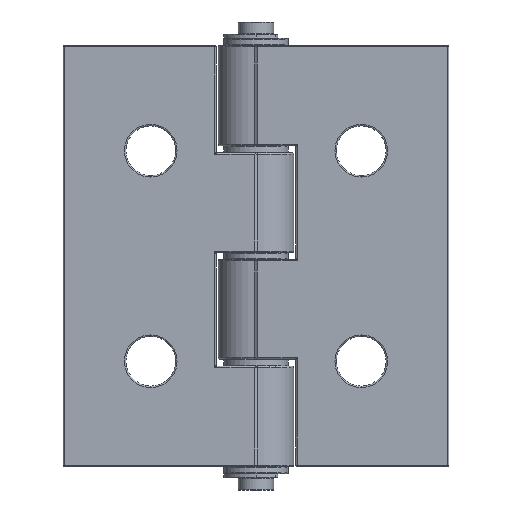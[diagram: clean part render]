
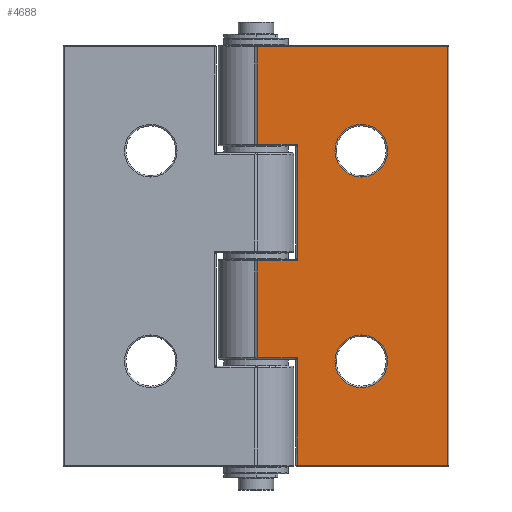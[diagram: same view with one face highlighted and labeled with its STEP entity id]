
A CAD part, front view. The second image highlights one B-rep face of the part: STEP entity #4688.
In plain terms, the highlighted planar face has unit normal (0, -1, 0).
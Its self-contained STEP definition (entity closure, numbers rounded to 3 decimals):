
#147 = CARTESIAN_POINT ( 'NONE',  ( -3.95, 0., -18.75 ) ) ;
#187 = CARTESIAN_POINT ( 'NONE',  ( -3.95, 0., -11.25 ) ) ;
#203 = CARTESIAN_POINT ( 'NONE',  ( -3.95, 0., 11.25 ) ) ;
#341 = DIRECTION ( 'NONE',  ( 0., 0., -1. ) ) ;
#342 = DIRECTION ( 'NONE',  ( 0., 1., 0. ) ) ;
#448 = CIRCLE ( 'NONE', #522, 3.75 ) ;
#468 = DIRECTION ( 'NONE',  ( 0., 0., -1. ) ) ;
#469 = DIRECTION ( 'NONE',  ( 0., 1., 0. ) ) ;
#470 = CARTESIAN_POINT ( 'NONE',  ( -3.95, 0., 15. ) ) ;
#505 = CIRCLE ( 'NONE', #511, 3.75 ) ;
#511 = AXIS2_PLACEMENT_3D ( 'NONE', #470, #469, #468 ) ;
#521 = CARTESIAN_POINT ( 'NONE',  ( -3.95, 0., -15. ) ) ;
#522 = AXIS2_PLACEMENT_3D ( 'NONE', #521, #342, #341 ) ;
#536 = CARTESIAN_POINT ( 'NONE',  ( -3.95, 0., 18.75 ) ) ;
#674 = VECTOR ( 'NONE', #695, 1000. ) ;
#686 = CARTESIAN_POINT ( 'NONE',  ( -16.25, 0., -30. ) ) ;
#695 = DIRECTION ( 'NONE',  ( 0., 0., -1. ) ) ;
#713 = DIRECTION ( 'NONE',  ( 1., 0., 0. ) ) ;
#1041 = DIRECTION ( 'NONE',  ( -1., 0., 0. ) ) ;
#1042 = CARTESIAN_POINT ( 'NONE',  ( 16.45, 0., 14.5 ) ) ;
#1043 = LINE ( 'NONE', #1042, #1113 ) ;
#1046 = CARTESIAN_POINT ( 'NONE',  ( 5.15, 0., -30. ) ) ;
#1047 = LINE ( 'NONE', #1046, #1108 ) ;
#1048 = DIRECTION ( 'NONE',  ( -1., 0., 0. ) ) ;
#1049 = VECTOR ( 'NONE', #1048, 1000. ) ;
#1050 = CARTESIAN_POINT ( 'NONE',  ( -16.45, 0., 29.8 ) ) ;
#1051 = LINE ( 'NONE', #1050, #1049 ) ;
#1052 = CARTESIAN_POINT ( 'NONE',  ( 5.15, 0., -15.9 ) ) ;
#1055 = CARTESIAN_POINT ( 'NONE',  ( 10.85, 0., 0.7 ) ) ;
#1093 = CARTESIAN_POINT ( 'NONE',  ( 5.15, 0., 14.5 ) ) ;
#1101 = CARTESIAN_POINT ( 'NONE',  ( 10.85, 0., -29.8 ) ) ;
#1107 = DIRECTION ( 'NONE',  ( 0., 0., 1. ) ) ;
#1108 = VECTOR ( 'NONE', #1107, 1000. ) ;
#1113 = VECTOR ( 'NONE', #1041, 1000. ) ;
#1190 = CARTESIAN_POINT ( 'NONE',  ( -16.25, 0., -29.8 ) ) ;
#1245 = FACE_OUTER_BOUND ( 'NONE', #4750, .T. ) ;
#1254 = DIRECTION ( 'NONE',  ( 0., 0., -1. ) ) ;
#1255 = DIRECTION ( 'NONE',  ( 0., 1., 0. ) ) ;
#1256 = AXIS2_PLACEMENT_3D ( 'NONE', #1273, #1255, #1254 ) ;
#1259 = DIRECTION ( 'NONE',  ( -1., 0., 0. ) ) ;
#1260 = VECTOR ( 'NONE', #1259, 1000. ) ;
#1261 = CARTESIAN_POINT ( 'NONE',  ( 16.45, 0., -15.9 ) ) ;
#1263 = CARTESIAN_POINT ( 'NONE',  ( 5.15, 0., 29.8 ) ) ;
#1265 = CARTESIAN_POINT ( 'NONE',  ( -16.25, 0., 29.8 ) ) ;
#1272 = DIRECTION ( 'NONE',  ( 0., 0., -1. ) ) ;
#1273 = CARTESIAN_POINT ( 'NONE',  ( -3.95, 0., -15. ) ) ;
#1279 = CARTESIAN_POINT ( 'NONE',  ( -3.95, 0., 15. ) ) ;
#1287 = LINE ( 'NONE', #1290, #1362 ) ;
#1289 = DIRECTION ( 'NONE',  ( 1., 0., 0. ) ) ;
#1290 = CARTESIAN_POINT ( 'NONE',  ( 16.45, 0., 0.7 ) ) ;
#1303 = CARTESIAN_POINT ( 'NONE',  ( 16.45, 0., -30. ) ) ;
#1307 = DIRECTION ( 'NONE',  ( 0., 1., 0. ) ) ;
#1315 = LINE ( 'NONE', #1261, #1260 ) ;
#1317 = FACE_BOUND ( 'NONE', #4265, .T. ) ;
#1321 = AXIS2_PLACEMENT_3D ( 'NONE', #1303, #1396, #1272 ) ;
#1328 = CIRCLE ( 'NONE', #1256, 3.75 ) ;
#1333 = DIRECTION ( 'NONE',  ( 0., 0., 1. ) ) ;
#1336 = FACE_BOUND ( 'NONE', #4800, .T. ) ;
#1337 = CIRCLE ( 'NONE', #1371, 3.75 ) ;
#1339 = LINE ( 'NONE', #686, #674 ) ;
#1350 = DIRECTION ( 'NONE',  ( 0., 0., 1. ) ) ;
#1351 = VECTOR ( 'NONE', #1350, 1000. ) ;
#1352 = CARTESIAN_POINT ( 'NONE',  ( 10.85, 0., 14.7 ) ) ;
#1353 = LINE ( 'NONE', #1352, #1351 ) ;
#1359 = VECTOR ( 'NONE', #1333, 1000. ) ;
#1360 = CARTESIAN_POINT ( 'NONE',  ( 5.15, 0., -30. ) ) ;
#1361 = LINE ( 'NONE', #1360, #1359 ) ;
#1362 = VECTOR ( 'NONE', #1289, 1000. ) ;
#1370 = DIRECTION ( 'NONE',  ( 0., 0., -1. ) ) ;
#1371 = AXIS2_PLACEMENT_3D ( 'NONE', #1279, #1307, #1370 ) ;
#1385 = CARTESIAN_POINT ( 'NONE',  ( 5.15, 0., 0.7 ) ) ;
#1389 = PLANE ( 'NONE',  #1321 ) ;
#1396 = DIRECTION ( 'NONE',  ( 0., -1., 0. ) ) ;
#1414 = LINE ( 'NONE', #1442, #1455 ) ;
#1423 = CARTESIAN_POINT ( 'NONE',  ( 10.85, 0., 14.5 ) ) ;
#1437 = CARTESIAN_POINT ( 'NONE',  ( 10.85, 0., -15.9 ) ) ;
#1441 = DIRECTION ( 'NONE',  ( 0., 0., 1. ) ) ;
#1442 = CARTESIAN_POINT ( 'NONE',  ( 10.85, 0., -15.7 ) ) ;
#1447 = LINE ( 'NONE', #1449, #1448 ) ;
#1448 = VECTOR ( 'NONE', #713, 1000. ) ;
#1449 = CARTESIAN_POINT ( 'NONE',  ( 11.05, 0., -29.8 ) ) ;
#1455 = VECTOR ( 'NONE', #1441, 1000. ) ;
#4239 = VERTEX_POINT ( 'NONE', #203 ) ;
#4240 = VERTEX_POINT ( 'NONE', #147 ) ;
#4250 = VERTEX_POINT ( 'NONE', #187 ) ;
#4265 = EDGE_LOOP ( 'NONE', ( #4772, #4674 ) ) ;
#4330 = VERTEX_POINT ( 'NONE', #536 ) ;
#4332 = EDGE_CURVE ( 'NONE', #4250, #4240, #448, .T. ) ;
#4381 = EDGE_CURVE ( 'NONE', #4330, #4239, #505, .T. ) ;
#4646 = VERTEX_POINT ( 'NONE', #1093 ) ;
#4656 = VERTEX_POINT ( 'NONE', #1190 ) ;
#4657 = EDGE_CURVE ( 'NONE', #4724, #4707, #1051, .T. ) ;
#4658 = EDGE_CURVE ( 'NONE', #4783, #4646, #1043, .T. ) ;
#4662 = VERTEX_POINT ( 'NONE', #1055 ) ;
#4663 = EDGE_CURVE ( 'NONE', #4646, #4724, #1047, .T. ) ;
#4664 = ORIENTED_EDGE ( 'NONE', *, *, #4714, .T. ) ;
#4665 = VERTEX_POINT ( 'NONE', #1052 ) ;
#4667 = VERTEX_POINT ( 'NONE', #1101 ) ;
#4670 = ORIENTED_EDGE ( 'NONE', *, *, #4728, .T. ) ;
#4671 = ORIENTED_EDGE ( 'NONE', *, *, #4663, .T. ) ;
#4672 = ORIENTED_EDGE ( 'NONE', *, *, #4381, .T. ) ;
#4673 = ORIENTED_EDGE ( 'NONE', *, *, #4748, .T. ) ;
#4674 = ORIENTED_EDGE ( 'NONE', *, *, #4332, .T. ) ;
#4688 = ADVANCED_FACE ( 'NONE', ( #1245, #1317, #1336 ), #1389, .T. ) ;
#4707 = VERTEX_POINT ( 'NONE', #1265 ) ;
#4710 = EDGE_CURVE ( 'NONE', #4240, #4250, #1328, .T. ) ;
#4714 = EDGE_CURVE ( 'NONE', #4662, #4783, #1353, .T. ) ;
#4719 = ORIENTED_EDGE ( 'NONE', *, *, #4766, .T. ) ;
#4721 = EDGE_CURVE ( 'NONE', #4782, #4665, #1315, .T. ) ;
#4724 = VERTEX_POINT ( 'NONE', #1263 ) ;
#4727 = ORIENTED_EDGE ( 'NONE', *, *, #4734, .T. ) ;
#4728 = EDGE_CURVE ( 'NONE', #4764, #4662, #1287, .T. ) ;
#4729 = ORIENTED_EDGE ( 'NONE', *, *, #4657, .T. ) ;
#4730 = ORIENTED_EDGE ( 'NONE', *, *, #4721, .T. ) ;
#4732 = ORIENTED_EDGE ( 'NONE', *, *, #4798, .T. ) ;
#4734 = EDGE_CURVE ( 'NONE', #4665, #4764, #1361, .T. ) ;
#4748 = EDGE_CURVE ( 'NONE', #4239, #4330, #1337, .T. ) ;
#4750 = EDGE_LOOP ( 'NONE', ( #4727, #4670, #4664, #4794, #4671, #4729, #4719, #4732, #4790, #4730 ) ) ;
#4764 = VERTEX_POINT ( 'NONE', #1385 ) ;
#4766 = EDGE_CURVE ( 'NONE', #4707, #4656, #1339, .T. ) ;
#4772 = ORIENTED_EDGE ( 'NONE', *, *, #4710, .T. ) ;
#4782 = VERTEX_POINT ( 'NONE', #1437 ) ;
#4783 = VERTEX_POINT ( 'NONE', #1423 ) ;
#4790 = ORIENTED_EDGE ( 'NONE', *, *, #4796, .T. ) ;
#4794 = ORIENTED_EDGE ( 'NONE', *, *, #4658, .T. ) ;
#4796 = EDGE_CURVE ( 'NONE', #4667, #4782, #1414, .T. ) ;
#4798 = EDGE_CURVE ( 'NONE', #4656, #4667, #1447, .T. ) ;
#4800 = EDGE_LOOP ( 'NONE', ( #4673, #4672 ) ) ;
